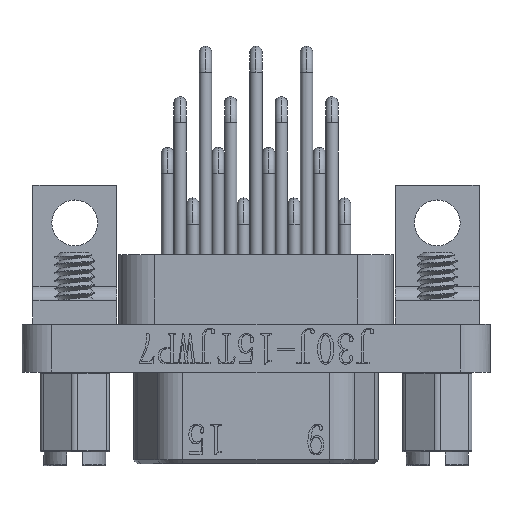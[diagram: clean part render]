
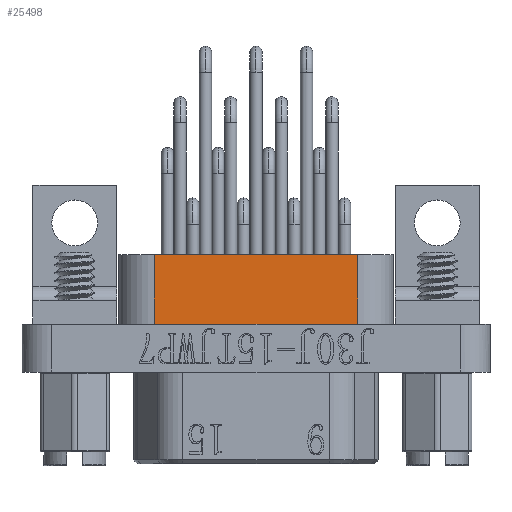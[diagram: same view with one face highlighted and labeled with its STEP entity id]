
A CAD part, top view. The second image highlights one B-rep face of the part: STEP entity #25498.
In plain terms, the highlighted planar face has unit normal (0, 0, 1).
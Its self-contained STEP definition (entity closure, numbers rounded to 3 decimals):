
#490 = VERTEX_POINT ( 'NONE', #49240 ) ;
#3186 = CARTESIAN_POINT ( 'NONE',  ( -5.1, 3.5, 1.05 ) ) ;
#3490 = DIRECTION ( 'NONE',  ( 0., 0., -1. ) ) ;
#7067 = PLANE ( 'NONE',  #11807 ) ;
#8475 = ORIENTED_EDGE ( 'NONE', *, *, #37867, .F. ) ;
#9177 = DIRECTION ( 'NONE',  ( 0., -1., 0. ) ) ;
#11807 = AXIS2_PLACEMENT_3D ( 'NONE', #22599, #3490, #38116 ) ;
#11932 = VERTEX_POINT ( 'NONE', #32326 ) ;
#12818 = LINE ( 'NONE', #36205, #36362 ) ;
#15642 = DIRECTION ( 'NONE',  ( 1., 0., 0. ) ) ;
#19271 = FACE_OUTER_BOUND ( 'NONE', #24554, .T. ) ;
#19282 = VERTEX_POINT ( 'NONE', #23079 ) ;
#22599 = CARTESIAN_POINT ( 'NONE',  ( -5.1, 3.5, 1.05 ) ) ;
#23079 = CARTESIAN_POINT ( 'NONE',  ( 5.1, 0., 1.05 ) ) ;
#23488 = ORIENTED_EDGE ( 'NONE', *, *, #42444, .T. ) ;
#24554 = EDGE_LOOP ( 'NONE', ( #34371, #8475, #42540, #23488 ) ) ;
#25498 = ADVANCED_FACE ( 'NONE', ( #19271 ), #7067, .F. ) ;
#26086 = VERTEX_POINT ( 'NONE', #41047 ) ;
#26327 = LINE ( 'NONE', #3186, #38199 ) ;
#26749 = DIRECTION ( 'NONE',  ( 1., 0., 0. ) ) ;
#28333 = DIRECTION ( 'NONE',  ( 0., -1., 0. ) ) ;
#32326 = CARTESIAN_POINT ( 'NONE',  ( 5.1, 3.5, 1.05 ) ) ;
#34371 = ORIENTED_EDGE ( 'NONE', *, *, #37237, .T. ) ;
#35908 = CARTESIAN_POINT ( 'NONE',  ( -5.1, 3.5, 1.05 ) ) ;
#36205 = CARTESIAN_POINT ( 'NONE',  ( 5.1, 3.5, 1.05 ) ) ;
#36326 = VECTOR ( 'NONE', #26749, 1000. ) ;
#36362 = VECTOR ( 'NONE', #28333, 1000. ) ;
#36501 = VECTOR ( 'NONE', #9177, 1000. ) ;
#37237 = EDGE_CURVE ( 'NONE', #26086, #19282, #46069, .T. ) ;
#37867 = EDGE_CURVE ( 'NONE', #11932, #19282, #12818, .T. ) ;
#38116 = DIRECTION ( 'NONE',  ( 0., -1., 0. ) ) ;
#38199 = VECTOR ( 'NONE', #15642, 1000. ) ;
#38432 = CARTESIAN_POINT ( 'NONE',  ( -5.1, 0., 1.05 ) ) ;
#41047 = CARTESIAN_POINT ( 'NONE',  ( -5.1, 0., 1.05 ) ) ;
#42444 = EDGE_CURVE ( 'NONE', #490, #26086, #43517, .T. ) ;
#42540 = ORIENTED_EDGE ( 'NONE', *, *, #45049, .F. ) ;
#43517 = LINE ( 'NONE', #35908, #36501 ) ;
#45049 = EDGE_CURVE ( 'NONE', #490, #11932, #26327, .T. ) ;
#46069 = LINE ( 'NONE', #38432, #36326 ) ;
#49240 = CARTESIAN_POINT ( 'NONE',  ( -5.1, 3.5, 1.05 ) ) ;
